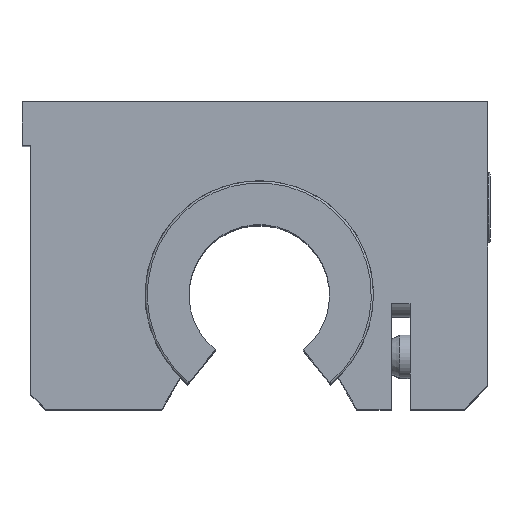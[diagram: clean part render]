
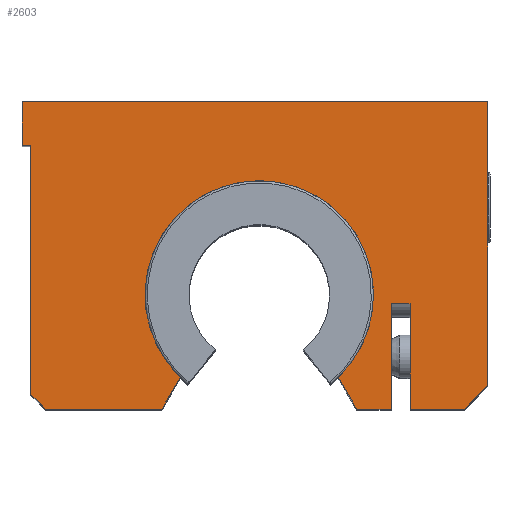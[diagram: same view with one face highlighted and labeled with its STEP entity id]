
A CAD part, top view. The second image highlights one B-rep face of the part: STEP entity #2603.
In plain terms, the highlighted planar face has unit normal (0, 0, 1).
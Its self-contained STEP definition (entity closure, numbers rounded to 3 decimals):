
#169=PLANE('',#2914);
#308=FACE_OUTER_BOUND('',#488,.T.);
#488=EDGE_LOOP('',(#2329,#2330,#2331,#2332,#2333,#2334,#2335,#2336,#2337,
#2338,#2339,#2340,#2341,#2342,#2343,#2344));
#523=LINE('',#3810,#764);
#593=LINE('',#4017,#834);
#594=LINE('',#4020,#835);
#617=LINE('',#4111,#858);
#622=LINE('',#4202,#863);
#689=LINE('',#4426,#930);
#693=LINE('',#4433,#934);
#698=LINE('',#4443,#939);
#711=LINE('',#4469,#952);
#713=LINE('',#4472,#954);
#714=LINE('',#4476,#955);
#716=LINE('',#4480,#957);
#719=LINE('',#4487,#960);
#720=LINE('',#4489,#961);
#721=LINE('',#4491,#962);
#764=VECTOR('',#3051,10.);
#834=VECTOR('',#3257,10.);
#835=VECTOR('',#3260,10.);
#858=VECTOR('',#3363,10.);
#863=VECTOR('',#3382,10.);
#930=VECTOR('',#3557,10.);
#934=VECTOR('',#3563,10.);
#939=VECTOR('',#3570,10.);
#952=VECTOR('',#3597,10.);
#954=VECTOR('',#3601,10.);
#955=VECTOR('',#3606,10.);
#957=VECTOR('',#3610,10.);
#960=VECTOR('',#3619,10.);
#961=VECTOR('',#3622,10.);
#962=VECTOR('',#3625,10.);
#1084=CIRCLE('',#2910,13.);
#1127=VERTEX_POINT('',#3807);
#1128=VERTEX_POINT('',#3809);
#1194=VERTEX_POINT('',#4010);
#1197=VERTEX_POINT('',#4015);
#1198=VERTEX_POINT('',#4019);
#1226=VERTEX_POINT('',#4109);
#1233=VERTEX_POINT('',#4201);
#1295=VERTEX_POINT('',#4423);
#1296=VERTEX_POINT('',#4425);
#1298=VERTEX_POINT('',#4431);
#1301=VERTEX_POINT('',#4440);
#1302=VERTEX_POINT('',#4442);
#1308=VERTEX_POINT('',#4468);
#1309=VERTEX_POINT('',#4475);
#1310=VERTEX_POINT('',#4479);
#1311=VERTEX_POINT('',#4483);
#1379=EDGE_CURVE('',#1127,#1128,#523,.T.);
#1478=EDGE_CURVE('',#1197,#1194,#593,.T.);
#1479=EDGE_CURVE('',#1198,#1194,#594,.T.);
#1524=EDGE_CURVE('',#1226,#1127,#617,.T.);
#1535=EDGE_CURVE('',#1128,#1233,#622,.T.);
#1626=EDGE_CURVE('',#1295,#1296,#689,.T.);
#1630=EDGE_CURVE('',#1298,#1295,#693,.T.);
#1635=EDGE_CURVE('',#1301,#1302,#698,.T.);
#1649=EDGE_CURVE('',#1302,#1308,#711,.T.);
#1651=EDGE_CURVE('',#1308,#1226,#713,.T.);
#1652=EDGE_CURVE('',#1233,#1309,#714,.T.);
#1654=EDGE_CURVE('',#1309,#1310,#716,.T.);
#1656=EDGE_CURVE('',#1310,#1311,#1084,.T.);
#1658=EDGE_CURVE('',#1311,#1298,#719,.T.);
#1659=EDGE_CURVE('',#1296,#1197,#720,.T.);
#1660=EDGE_CURVE('',#1198,#1301,#721,.T.);
#2329=ORIENTED_EDGE('',*,*,#1635,.F.);
#2330=ORIENTED_EDGE('',*,*,#1660,.F.);
#2331=ORIENTED_EDGE('',*,*,#1479,.T.);
#2332=ORIENTED_EDGE('',*,*,#1478,.F.);
#2333=ORIENTED_EDGE('',*,*,#1659,.F.);
#2334=ORIENTED_EDGE('',*,*,#1626,.F.);
#2335=ORIENTED_EDGE('',*,*,#1630,.F.);
#2336=ORIENTED_EDGE('',*,*,#1658,.F.);
#2337=ORIENTED_EDGE('',*,*,#1656,.F.);
#2338=ORIENTED_EDGE('',*,*,#1654,.F.);
#2339=ORIENTED_EDGE('',*,*,#1652,.F.);
#2340=ORIENTED_EDGE('',*,*,#1535,.F.);
#2341=ORIENTED_EDGE('',*,*,#1379,.F.);
#2342=ORIENTED_EDGE('',*,*,#1524,.F.);
#2343=ORIENTED_EDGE('',*,*,#1651,.F.);
#2344=ORIENTED_EDGE('',*,*,#1649,.F.);
#2603=ADVANCED_FACE('',(#308),#169,.T.);
#2910=AXIS2_PLACEMENT_3D('',#4484,#3614,#3615);
#2914=AXIS2_PLACEMENT_3D('',#4492,#3626,#3627);
#3051=DIRECTION('',(-1.,0.,0.));
#3257=DIRECTION('',(-1.,0.,0.));
#3260=DIRECTION('',(0.,-1.,0.));
#3363=DIRECTION('',(0.,1.,0.));
#3382=DIRECTION('',(0.,-1.,0.));
#3557=DIRECTION('',(-0.707,0.707,0.));
#3563=DIRECTION('',(-1.,0.,0.));
#3570=DIRECTION('',(0.,-1.,0.));
#3597=DIRECTION('',(-0.707,-0.707,0.));
#3601=DIRECTION('',(-1.,0.,0.));
#3606=DIRECTION('',(-1.,0.,0.));
#3610=DIRECTION('',(-0.5,0.866,0.));
#3614=DIRECTION('center_axis',(0.,0.,1.));
#3615=DIRECTION('ref_axis',(0.692,-0.722,0.));
#3619=DIRECTION('',(-0.5,-0.866,0.));
#3622=DIRECTION('',(0.,1.,0.));
#3625=DIRECTION('',(1.,0.,0.));
#3626=DIRECTION('center_axis',(0.,0.,1.));
#3627=DIRECTION('ref_axis',(1.,0.,0.));
#3807=CARTESIAN_POINT('',(17.15,-5.5,42.));
#3809=CARTESIAN_POINT('',(15.,-5.5,42.));
#3810=CARTESIAN_POINT('',(17.15,-5.5,42.));
#4010=CARTESIAN_POINT('',(-27.,12.5,42.));
#4015=CARTESIAN_POINT('',(-26.,12.5,42.));
#4017=CARTESIAN_POINT('',(-26.,12.5,42.));
#4019=CARTESIAN_POINT('',(-27.,17.5,42.));
#4020=CARTESIAN_POINT('',(-27.,-15.8,42.));
#4109=CARTESIAN_POINT('',(17.15,-17.5,42.));
#4111=CARTESIAN_POINT('',(17.15,-17.5,42.));
#4201=CARTESIAN_POINT('',(15.,-17.5,42.));
#4202=CARTESIAN_POINT('',(15.,-5.5,42.));
#4423=CARTESIAN_POINT('',(-24.3,-17.5,42.));
#4425=CARTESIAN_POINT('',(-26.,-15.8,42.));
#4426=CARTESIAN_POINT('',(-24.3,-17.5,42.));
#4431=CARTESIAN_POINT('',(-11.09,-17.5,42.));
#4433=CARTESIAN_POINT('',(-11.09,-17.5,42.));
#4440=CARTESIAN_POINT('',(26.,17.5,42.));
#4442=CARTESIAN_POINT('',(26.,-14.8,42.));
#4443=CARTESIAN_POINT('',(26.,17.5,42.));
#4468=CARTESIAN_POINT('',(23.3,-17.5,42.));
#4469=CARTESIAN_POINT('',(26.,-14.8,42.));
#4472=CARTESIAN_POINT('',(23.3,-17.5,42.));
#4475=CARTESIAN_POINT('',(11.09,-17.5,42.));
#4476=CARTESIAN_POINT('',(15.,-17.5,42.));
#4479=CARTESIAN_POINT('',(9.,-13.881,42.));
#4480=CARTESIAN_POINT('',(11.09,-17.5,42.));
#4483=CARTESIAN_POINT('',(-9.,-13.881,42.));
#4484=CARTESIAN_POINT('Origin',(0.,-4.5,42.));
#4487=CARTESIAN_POINT('',(-9.,-13.881,42.));
#4489=CARTESIAN_POINT('',(-26.,-15.8,42.));
#4491=CARTESIAN_POINT('',(-26.,17.5,42.));
#4492=CARTESIAN_POINT('Origin',(1.519,-0.28,42.));
